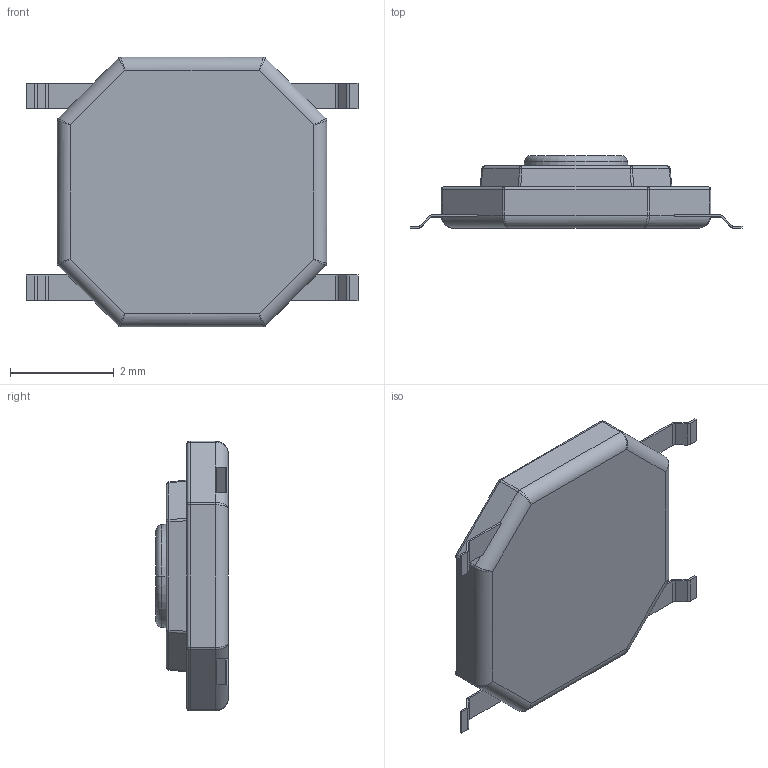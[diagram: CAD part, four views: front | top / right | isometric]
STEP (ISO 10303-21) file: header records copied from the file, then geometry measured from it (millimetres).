
FILE_DESCRIPTION((''),'2;1');
FILE_NAME('SKQGA','2015-10-04T',('Chris'),(''),'CREO PARAMETRIC BY PTC INC, 2014350','CREO PARAMETRIC BY PTC INC, 2014350','');
FILE_SCHEMA(('CONFIG_CONTROL_DESIGN'));
Length unit declared in the file: millimetre
Products named in the file (1): SKQGA
Bounding box: 6.4 x 1.4 x 5.2 mm (x, y, z)
Volume: 24.7 mm3; surface area: 70.3 mm2
Topology: 1 solids, 1 shells, 140 faces, 334 edges, 198 vertices
Faces by surface type: plane 56, cylinder 56, sphere 16, bspline 8, cone 2, torus 2
Entity records: 4432 total; most frequent: CARTESIAN_POINT 1200, ORIENTED_EDGE 668, DIRECTION 662, EDGE_CURVE 334, AXIS2_PLACEMENT_3D 228, VECTOR 206, LINE 206, VERTEX_POINT 198
